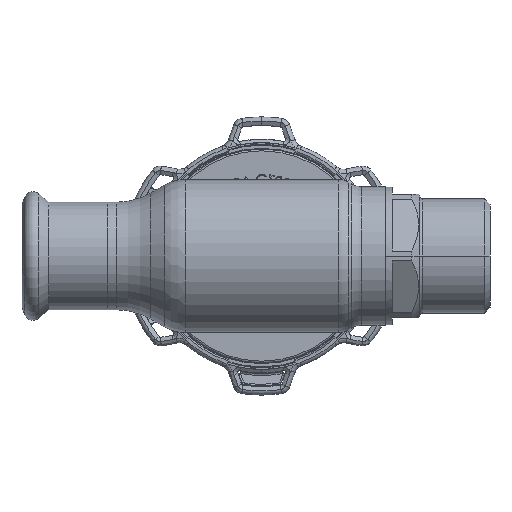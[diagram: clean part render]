
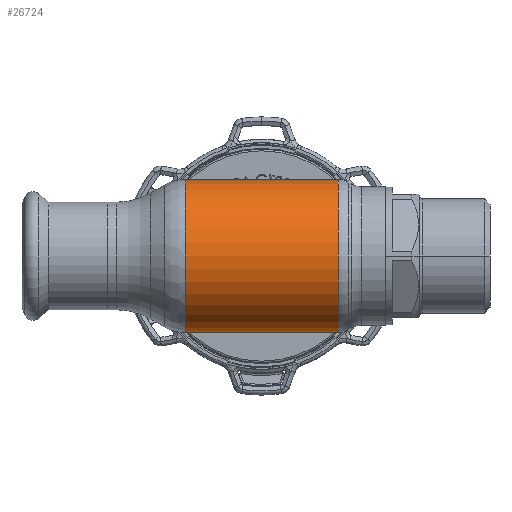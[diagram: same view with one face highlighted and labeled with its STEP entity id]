
A CAD part, front view. The second image highlights one B-rep face of the part: STEP entity #26724.
In plain terms, the highlighted cylindrical face has radius 22.25 mm (diameter 44.5 mm), a partial arc.
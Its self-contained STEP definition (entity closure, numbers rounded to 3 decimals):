
#718 = AXIS2_PLACEMENT_3D ( 'NONE', #2091, #20196, #29627 ) ;
#795 = ORIENTED_EDGE ( 'NONE', *, *, #27027, .F. ) ;
#1089 = AXIS2_PLACEMENT_3D ( 'NONE', #8140, #32435, #26216 ) ;
#1393 = VECTOR ( 'NONE', #4162, 1000. ) ;
#2091 = CARTESIAN_POINT ( 'NONE',  ( -62.69, 0., 0. ) ) ;
#2342 = CARTESIAN_POINT ( 'NONE',  ( -22.285, 0., -22.25 ) ) ;
#4162 = DIRECTION ( 'NONE',  ( -1., 0., 0. ) ) ;
#4863 = DIRECTION ( 'NONE',  ( -1., 0., 0. ) ) ;
#5248 = CIRCLE ( 'NONE', #32186, 22.25 ) ;
#7166 = CARTESIAN_POINT ( 'NONE',  ( -62.69, 0., -22.25 ) ) ;
#8140 = CARTESIAN_POINT ( 'NONE',  ( 22.285, 0., 0. ) ) ;
#10509 = CARTESIAN_POINT ( 'NONE',  ( 22.285, 0., 22.25 ) ) ;
#10707 = EDGE_CURVE ( 'NONE', #33372, #23094, #12660, .T. ) ;
#11507 = EDGE_LOOP ( 'NONE', ( #36242, #30141, #33109, #795 ) ) ;
#12660 = CIRCLE ( 'NONE', #1089, 22.25 ) ;
#14318 = VERTEX_POINT ( 'NONE', #2342 ) ;
#15425 = CARTESIAN_POINT ( 'NONE',  ( -62.69, 0., 22.25 ) ) ;
#16578 = CARTESIAN_POINT ( 'NONE',  ( 22.285, 0., -22.25 ) ) ;
#18230 = LINE ( 'NONE', #15425, #36821 ) ;
#18439 = CARTESIAN_POINT ( 'NONE',  ( -22.285, 0., 22.25 ) ) ;
#18837 = DIRECTION ( 'NONE',  ( -1., 0., 0. ) ) ;
#19739 = DIRECTION ( 'NONE',  ( 0., 0., 1. ) ) ;
#20196 = DIRECTION ( 'NONE',  ( -1., 0., 0. ) ) ;
#21528 = VERTEX_POINT ( 'NONE', #18439 ) ;
#22563 = CARTESIAN_POINT ( 'NONE',  ( -22.285, 0., 0. ) ) ;
#23094 = VERTEX_POINT ( 'NONE', #10509 ) ;
#26216 = DIRECTION ( 'NONE',  ( 0., 0., 1. ) ) ;
#26424 = FACE_OUTER_BOUND ( 'NONE', #11507, .T. ) ;
#26724 = ADVANCED_FACE ( 'NONE', ( #26424 ), #35630, .T. ) ;
#27027 = EDGE_CURVE ( 'NONE', #14318, #21528, #5248, .T. ) ;
#29627 = DIRECTION ( 'NONE',  ( 0., 0., 1. ) ) ;
#30141 = ORIENTED_EDGE ( 'NONE', *, *, #10707, .T. ) ;
#32186 = AXIS2_PLACEMENT_3D ( 'NONE', #22563, #4863, #19739 ) ;
#32194 = EDGE_CURVE ( 'NONE', #33372, #14318, #34649, .T. ) ;
#32435 = DIRECTION ( 'NONE',  ( -1., 0., 0. ) ) ;
#33109 = ORIENTED_EDGE ( 'NONE', *, *, #39130, .T. ) ;
#33372 = VERTEX_POINT ( 'NONE', #16578 ) ;
#34649 = LINE ( 'NONE', #7166, #1393 ) ;
#35630 = CYLINDRICAL_SURFACE ( 'NONE', #718, 22.25 ) ;
#36242 = ORIENTED_EDGE ( 'NONE', *, *, #32194, .F. ) ;
#36821 = VECTOR ( 'NONE', #18837, 1000. ) ;
#39130 = EDGE_CURVE ( 'NONE', #23094, #21528, #18230, .T. ) ;
